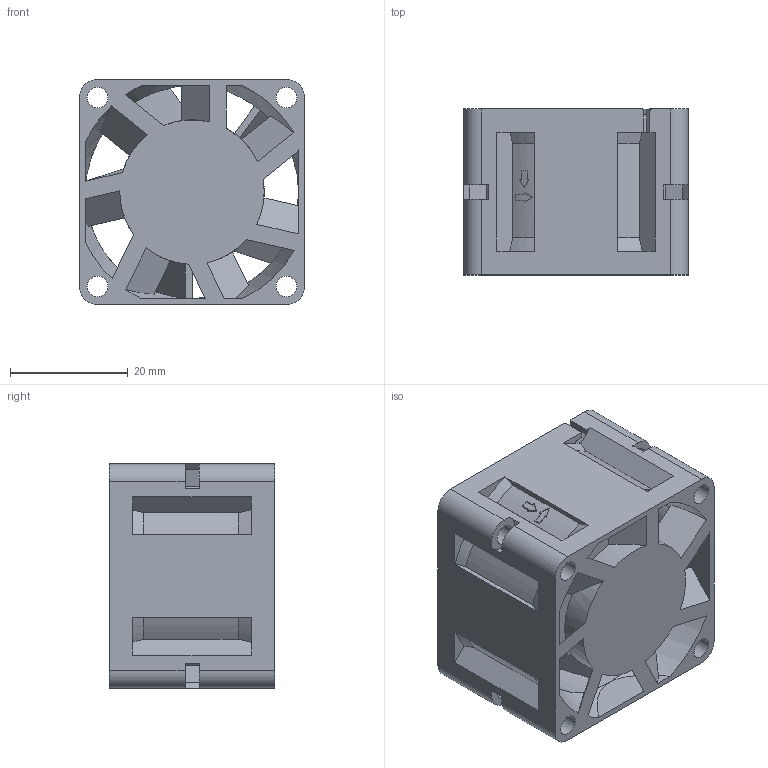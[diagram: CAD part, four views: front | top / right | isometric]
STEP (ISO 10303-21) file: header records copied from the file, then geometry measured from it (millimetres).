
FILE_DESCRIPTION((''),'2;1');
FILE_NAME('FFB03812HHN','2016-12-15T',('durant.qian'),(''),'PRO/ENGINEER BY PARAMETRIC TECHNOLOGY CORPORATION, 2012480','PRO/ENGINEER BY PARAMETRIC TECHNOLOGY CORPORATION, 2012480','');
FILE_SCHEMA(('CONFIG_CONTROL_DESIGN'));
Length unit declared in the file: millimetre
Products named in the file (1): FFB03812HHN
Bounding box: 38.15 x 28.1 x 38.15 mm (x, y, z)
Volume: 21223.7 mm3; surface area: 15070.7 mm2
Topology: 1 solids, 1 shells, 217 faces, 639 edges, 422 vertices
Faces by surface type: plane 136, cylinder 49, cone 24, torus 8
Entity records: 7570 total; most frequent: CARTESIAN_POINT 1768, ORIENTED_EDGE 1278, DIRECTION 1113, EDGE_CURVE 639, VERTEX_POINT 422, AXIS2_PLACEMENT_3D 388, VECTOR 337, LINE 337
